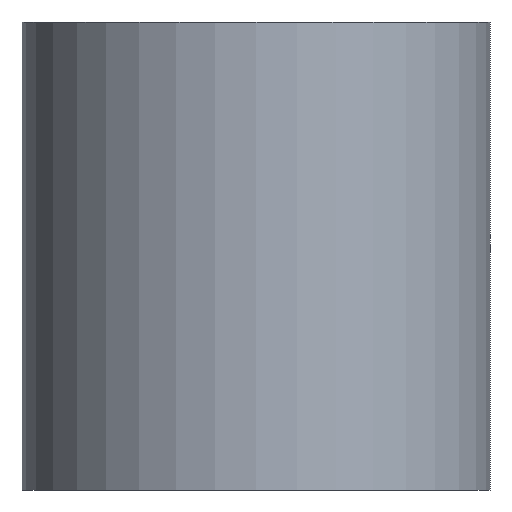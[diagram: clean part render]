
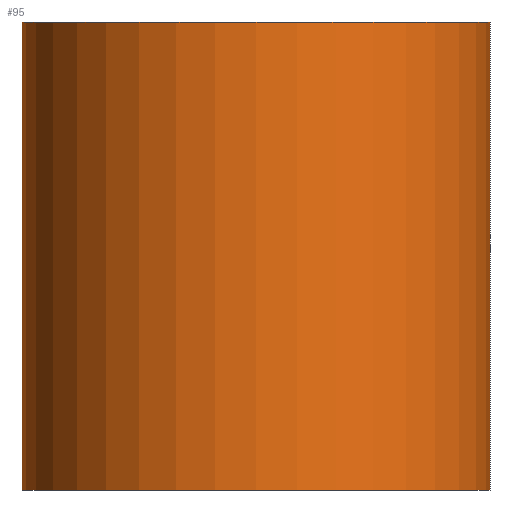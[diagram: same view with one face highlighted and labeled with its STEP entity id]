
A CAD part, front view. The second image highlights one B-rep face of the part: STEP entity #95.
In plain terms, the highlighted cylindrical face has radius 10 mm (diameter 20 mm), a full revolution.
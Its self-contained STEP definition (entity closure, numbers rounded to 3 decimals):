
#31=FACE_OUTER_BOUND('',#40,.T.);
#40=EDGE_LOOP('',(#82,#83,#84,#85));
#43=LINE('',#183,#46);
#46=VECTOR('',#157,10.);
#49=CIRCLE('',#116,10.);
#50=CIRCLE('',#118,10.);
#55=VERTEX_POINT('',#170);
#56=VERTEX_POINT('',#173);
#62=EDGE_CURVE('',#55,#55,#49,.T.);
#63=EDGE_CURVE('',#56,#56,#50,.T.);
#67=EDGE_CURVE('',#56,#55,#43,.T.);
#82=ORIENTED_EDGE('',*,*,#63,.T.);
#83=ORIENTED_EDGE('',*,*,#67,.T.);
#84=ORIENTED_EDGE('',*,*,#62,.F.);
#85=ORIENTED_EDGE('',*,*,#67,.F.);
#88=CYLINDRICAL_SURFACE('',#123,10.);
#95=ADVANCED_FACE('',(#31),#88,.T.);
#116=AXIS2_PLACEMENT_3D('',#171,#140,#141);
#118=AXIS2_PLACEMENT_3D('',#174,#144,#145);
#123=AXIS2_PLACEMENT_3D('',#182,#155,#156);
#140=DIRECTION('center_axis',(0.,0.,1.));
#141=DIRECTION('ref_axis',(-1.,0.,0.));
#144=DIRECTION('center_axis',(0.,0.,1.));
#145=DIRECTION('ref_axis',(-1.,0.,0.));
#155=DIRECTION('center_axis',(0.,0.,-1.));
#156=DIRECTION('ref_axis',(-1.,0.,0.));
#157=DIRECTION('',(0.,0.,1.));
#170=CARTESIAN_POINT('',(10.,0.,115.));
#171=CARTESIAN_POINT('Origin',(0.,0.,115.));
#173=CARTESIAN_POINT('',(10.,0.,95.));
#174=CARTESIAN_POINT('Origin',(0.,0.,95.));
#182=CARTESIAN_POINT('Origin',(0.,0.,100.));
#183=CARTESIAN_POINT('',(10.,0.,100.));
